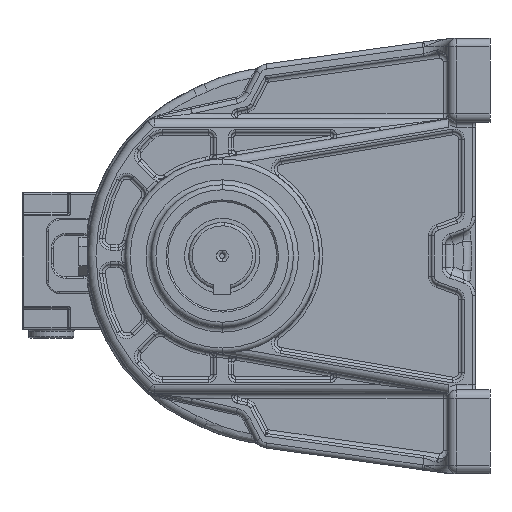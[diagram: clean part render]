
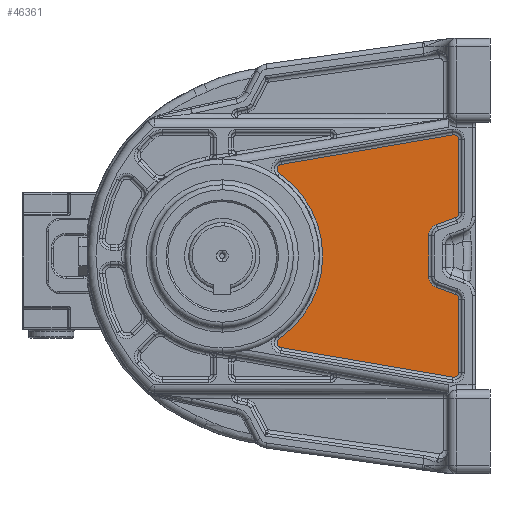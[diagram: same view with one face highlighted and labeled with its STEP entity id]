
A CAD part, left-side view. The second image highlights one B-rep face of the part: STEP entity #46361.
In plain terms, the highlighted planar face has unit normal (-1, 0, 0).
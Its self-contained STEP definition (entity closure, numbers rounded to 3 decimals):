
#234 = CARTESIAN_POINT ( 'NONE',  ( -138.5, 0.19, -51.805 ) ) ;
#1046 = CARTESIAN_POINT ( 'NONE',  ( -138.5, 0.697, 54.762 ) ) ;
#1112 = LINE ( 'NONE', #68553, #19469 ) ;
#1159 = AXIS2_PLACEMENT_3D ( 'NONE', #21168, #31085, #59646 ) ;
#1242 = ORIENTED_EDGE ( 'NONE', *, *, #28651, .F. ) ;
#1425 = CARTESIAN_POINT ( 'NONE',  ( -138.5, -105.315, -25.753 ) ) ;
#1501 = VERTEX_POINT ( 'NONE', #50427 ) ;
#1547 = DIRECTION ( 'NONE',  ( 0., -0.342, 0.94 ) ) ;
#2139 = CARTESIAN_POINT ( 'NONE',  ( -138.5, -91.921, 18.777 ) ) ;
#2430 = ORIENTED_EDGE ( 'NONE', *, *, #34763, .F. ) ;
#3349 = CARTESIAN_POINT ( 'NONE',  ( -138.5, -102.315, 69.386 ) ) ;
#4215 = DIRECTION ( 'NONE',  ( 0., -1., 0. ) ) ;
#5148 = PLANE ( 'NONE',  #36814 ) ;
#6641 = DIRECTION ( 'NONE',  ( 0., 0.569, -0.822 ) ) ;
#7288 = EDGE_LOOP ( 'NONE', ( #34724, #17734, #17536, #47454, #2430, #35860, #25909, #41938, #1242, #11619, #63655, #36452, #63430, #53685, #72281, #15314 ) ) ;
#7675 = AXIS2_PLACEMENT_3D ( 'NONE', #12878, #34880, #6641 ) ;
#7734 = CARTESIAN_POINT ( 'NONE',  ( -138.5, 1.897, 49.338 ) ) ;
#7890 = CARTESIAN_POINT ( 'NONE',  ( -138.5, -105.315, 69.386 ) ) ;
#8637 = CARTESIAN_POINT ( 'NONE',  ( -138.5, -102.315, -69.386 ) ) ;
#8779 = VECTOR ( 'NONE', #71982, 1000. ) ;
#9134 = CARTESIAN_POINT ( 'NONE',  ( -138.5, -102.315, 25.753 ) ) ;
#9641 = CIRCLE ( 'NONE', #19003, 60. ) ;
#9753 = CIRCLE ( 'NONE', #68295, 7. ) ;
#10300 = CARTESIAN_POINT ( 'NONE',  ( -138.5, 0., 0. ) ) ;
#10521 = VERTEX_POINT ( 'NONE', #1425 ) ;
#11619 = ORIENTED_EDGE ( 'NONE', *, *, #27948, .F. ) ;
#11835 = DIRECTION ( 'NONE',  ( 1., 0., 0. ) ) ;
#12045 = VERTEX_POINT ( 'NONE', #12370 ) ;
#12370 = CARTESIAN_POINT ( 'NONE',  ( -138.5, -105.315, 25.753 ) ) ;
#12831 = AXIS2_PLACEMENT_3D ( 'NONE', #234, #50442, #39838 ) ;
#12878 = CARTESIAN_POINT ( 'NONE',  ( -138.5, 0.19, 51.805 ) ) ;
#13284 = CARTESIAN_POINT ( 'NONE',  ( -138.5, -102.315, -25.753 ) ) ;
#14034 = CARTESIAN_POINT ( 'NONE',  ( -138.5, -94.315, -12.199 ) ) ;
#14935 = CARTESIAN_POINT ( 'NONE',  ( -138.5, -101.808, -72.342 ) ) ;
#15314 = ORIENTED_EDGE ( 'NONE', *, *, #51373, .F. ) ;
#16071 = EDGE_CURVE ( 'NONE', #22269, #61510, #9641, .T. ) ;
#16168 = DIRECTION ( 'NONE',  ( -1., 0., 0. ) ) ;
#16455 = VERTEX_POINT ( 'NONE', #1046 ) ;
#16552 = DIRECTION ( 'NONE',  ( -1., 0., 0. ) ) ;
#16734 = EDGE_CURVE ( 'NONE', #22373, #55179, #50320, .T. ) ;
#16911 = CARTESIAN_POINT ( 'NONE',  ( -138.5, -87.315, 12.199 ) ) ;
#17232 = EDGE_CURVE ( 'NONE', #61510, #16455, #39300, .T. ) ;
#17536 = ORIENTED_EDGE ( 'NONE', *, *, #32073, .F. ) ;
#17561 = CARTESIAN_POINT ( 'NONE',  ( -138.5, -87.315, -12.199 ) ) ;
#17734 = ORIENTED_EDGE ( 'NONE', *, *, #18019, .F. ) ;
#18019 = EDGE_CURVE ( 'NONE', #26354, #48173, #72092, .T. ) ;
#18179 = VECTOR ( 'NONE', #41840, 1000. ) ;
#18768 = LINE ( 'NONE', #19488, #18179 ) ;
#19003 = AXIS2_PLACEMENT_3D ( 'NONE', #50253, #16552, #27199 ) ;
#19469 = VECTOR ( 'NONE', #45462, 1000. ) ;
#19488 = CARTESIAN_POINT ( 'NONE',  ( -138.5, -91.921, -18.777 ) ) ;
#19600 = DIRECTION ( 'NONE',  ( 0., 0., -1. ) ) ;
#20602 = AXIS2_PLACEMENT_3D ( 'NONE', #8637, #70586, #4215 ) ;
#20840 = VERTEX_POINT ( 'NONE', #58671 ) ;
#21168 = CARTESIAN_POINT ( 'NONE',  ( -138.5, -94.315, 12.199 ) ) ;
#21197 = EDGE_CURVE ( 'NONE', #48173, #20840, #34053, .T. ) ;
#22269 = VERTEX_POINT ( 'NONE', #46860 ) ;
#22373 = VERTEX_POINT ( 'NONE', #2139 ) ;
#22569 = VECTOR ( 'NONE', #19600, 1000. ) ;
#25471 = CARTESIAN_POINT ( 'NONE',  ( -138.5, -103.341, -22.934 ) ) ;
#25483 = VERTEX_POINT ( 'NONE', #55865 ) ;
#25909 = ORIENTED_EDGE ( 'NONE', *, *, #48789, .F. ) ;
#26354 = VERTEX_POINT ( 'NONE', #54709 ) ;
#26445 = DIRECTION ( 'NONE',  ( 0., 0.169, 0.986 ) ) ;
#27199 = DIRECTION ( 'NONE',  ( 0., -0.569, -0.822 ) ) ;
#27329 = DIRECTION ( 'NONE',  ( 0., -0.986, 0.169 ) ) ;
#27948 = EDGE_CURVE ( 'NONE', #12045, #56834, #51001, .T. ) ;
#28597 = EDGE_CURVE ( 'NONE', #56516, #25483, #47559, .T. ) ;
#28609 = AXIS2_PLACEMENT_3D ( 'NONE', #13284, #11835, #1547 ) ;
#28651 = EDGE_CURVE ( 'NONE', #56834, #22373, #1112, .T. ) ;
#30070 = LINE ( 'NONE', #52398, #40882 ) ;
#31003 = EDGE_CURVE ( 'NONE', #32034, #10521, #60206, .T. ) ;
#31085 = DIRECTION ( 'NONE',  ( -1., 0., 0. ) ) ;
#32034 = VERTEX_POINT ( 'NONE', #25471 ) ;
#32073 = EDGE_CURVE ( 'NONE', #10521, #26354, #60977, .T. ) ;
#32661 = DIRECTION ( 'NONE',  ( 0., 0., 1. ) ) ;
#33687 = DIRECTION ( 'NONE',  ( 0., 0.986, 0.169 ) ) ;
#34053 = LINE ( 'NONE', #67782, #51625 ) ;
#34724 = ORIENTED_EDGE ( 'NONE', *, *, #21197, .F. ) ;
#34763 = EDGE_CURVE ( 'NONE', #1501, #32034, #18768, .T. ) ;
#34880 = DIRECTION ( 'NONE',  ( 1., 0., 0. ) ) ;
#35860 = ORIENTED_EDGE ( 'NONE', *, *, #45310, .F. ) ;
#36053 = DIRECTION ( 'NONE',  ( 0., 1., 0. ) ) ;
#36452 = ORIENTED_EDGE ( 'NONE', *, *, #28597, .F. ) ;
#36634 = DIRECTION ( 'NONE',  ( 1., 0., 0. ) ) ;
#36814 = AXIS2_PLACEMENT_3D ( 'NONE', #10300, #16168, #32661 ) ;
#37176 = CARTESIAN_POINT ( 'NONE',  ( -138.5, -103.341, 22.934 ) ) ;
#39300 = CIRCLE ( 'NONE', #7675, 3. ) ;
#39838 = DIRECTION ( 'NONE',  ( 0., 0.169, -0.986 ) ) ;
#40882 = VECTOR ( 'NONE', #59005, 1000. ) ;
#41840 = DIRECTION ( 'NONE',  ( 0., -0.94, -0.342 ) ) ;
#41938 = ORIENTED_EDGE ( 'NONE', *, *, #16734, .F. ) ;
#44194 = CARTESIAN_POINT ( 'NONE',  ( -138.5, 0.697, 54.762 ) ) ;
#44821 = CARTESIAN_POINT ( 'NONE',  ( -138.5, -105.315, -25.753 ) ) ;
#45310 = EDGE_CURVE ( 'NONE', #55474, #1501, #9753, .T. ) ;
#45462 = DIRECTION ( 'NONE',  ( 0., 0.94, -0.342 ) ) ;
#46361 = ADVANCED_FACE ( 'NONE', ( #50225 ), #5148, .T. ) ;
#46860 = CARTESIAN_POINT ( 'NONE',  ( -138.5, 1.897, -49.338 ) ) ;
#47454 = ORIENTED_EDGE ( 'NONE', *, *, #31003, .F. ) ;
#47559 = CIRCLE ( 'NONE', #52257, 3. ) ;
#48173 = VERTEX_POINT ( 'NONE', #14935 ) ;
#48789 = EDGE_CURVE ( 'NONE', #55179, #55474, #30070, .T. ) ;
#50225 = FACE_OUTER_BOUND ( 'NONE', #7288, .T. ) ;
#50253 = CARTESIAN_POINT ( 'NONE',  ( -138.5, 36.04, 0. ) ) ;
#50320 = CIRCLE ( 'NONE', #1159, 7. ) ;
#50427 = CARTESIAN_POINT ( 'NONE',  ( -138.5, -91.921, -18.777 ) ) ;
#50442 = DIRECTION ( 'NONE',  ( 1., 0., 0. ) ) ;
#51001 = CIRCLE ( 'NONE', #53346, 3. ) ;
#51373 = EDGE_CURVE ( 'NONE', #20840, #22269, #53813, .T. ) ;
#51495 = LINE ( 'NONE', #7890, #22569 ) ;
#51625 = VECTOR ( 'NONE', #33687, 1000. ) ;
#52257 = AXIS2_PLACEMENT_3D ( 'NONE', #3349, #53552, #26445 ) ;
#52398 = CARTESIAN_POINT ( 'NONE',  ( -138.5, -87.315, 12.199 ) ) ;
#53346 = AXIS2_PLACEMENT_3D ( 'NONE', #9134, #36634, #59695 ) ;
#53552 = DIRECTION ( 'NONE',  ( 1., 0., 0. ) ) ;
#53685 = ORIENTED_EDGE ( 'NONE', *, *, #17232, .F. ) ;
#53813 = CIRCLE ( 'NONE', #12831, 3. ) ;
#54709 = CARTESIAN_POINT ( 'NONE',  ( -138.5, -105.315, -69.386 ) ) ;
#55177 = LINE ( 'NONE', #44194, #55619 ) ;
#55179 = VERTEX_POINT ( 'NONE', #16911 ) ;
#55474 = VERTEX_POINT ( 'NONE', #17561 ) ;
#55619 = VECTOR ( 'NONE', #27329, 1000. ) ;
#55865 = CARTESIAN_POINT ( 'NONE',  ( -138.5, -105.315, 69.386 ) ) ;
#56516 = VERTEX_POINT ( 'NONE', #67982 ) ;
#56834 = VERTEX_POINT ( 'NONE', #37176 ) ;
#57305 = DIRECTION ( 'NONE',  ( -1., 0., 0. ) ) ;
#58671 = CARTESIAN_POINT ( 'NONE',  ( -138.5, 0.697, -54.762 ) ) ;
#59005 = DIRECTION ( 'NONE',  ( 0., 0., -1. ) ) ;
#59646 = DIRECTION ( 'NONE',  ( 0., 0.342, 0.94 ) ) ;
#59695 = DIRECTION ( 'NONE',  ( 0., -1., 0. ) ) ;
#60206 = CIRCLE ( 'NONE', #28609, 3. ) ;
#60977 = LINE ( 'NONE', #44821, #8779 ) ;
#61510 = VERTEX_POINT ( 'NONE', #7734 ) ;
#63430 = ORIENTED_EDGE ( 'NONE', *, *, #65924, .F. ) ;
#63655 = ORIENTED_EDGE ( 'NONE', *, *, #67206, .F. ) ;
#65924 = EDGE_CURVE ( 'NONE', #16455, #56516, #55177, .T. ) ;
#67206 = EDGE_CURVE ( 'NONE', #25483, #12045, #51495, .T. ) ;
#67782 = CARTESIAN_POINT ( 'NONE',  ( -138.5, -101.808, -72.342 ) ) ;
#67982 = CARTESIAN_POINT ( 'NONE',  ( -138.5, -101.808, 72.342 ) ) ;
#68295 = AXIS2_PLACEMENT_3D ( 'NONE', #14034, #57305, #36053 ) ;
#68553 = CARTESIAN_POINT ( 'NONE',  ( -138.5, -103.341, 22.934 ) ) ;
#70586 = DIRECTION ( 'NONE',  ( 1., 0., 0. ) ) ;
#71982 = DIRECTION ( 'NONE',  ( 0., 0., -1. ) ) ;
#72092 = CIRCLE ( 'NONE', #20602, 3. ) ;
#72281 = ORIENTED_EDGE ( 'NONE', *, *, #16071, .F. ) ;
